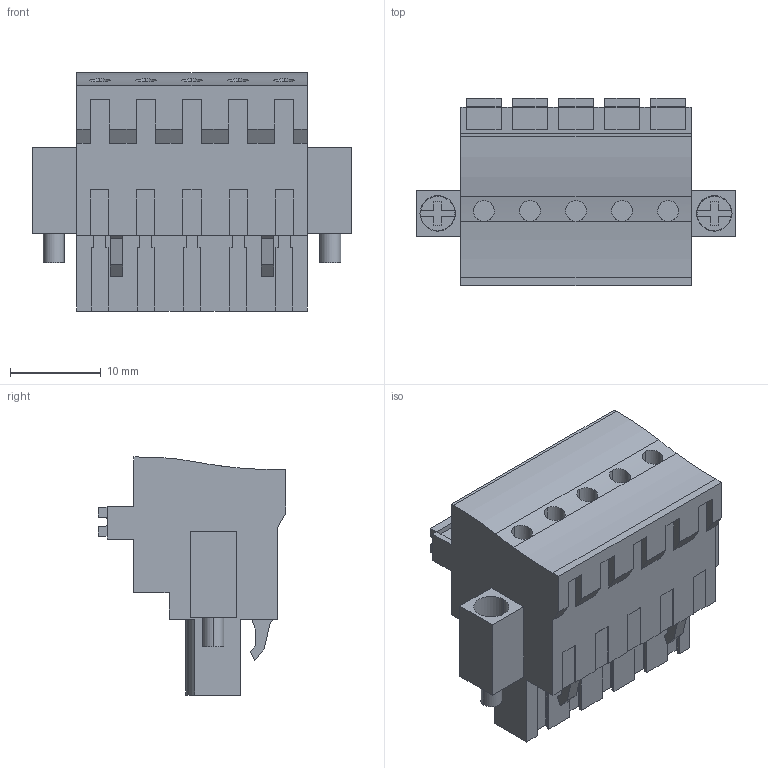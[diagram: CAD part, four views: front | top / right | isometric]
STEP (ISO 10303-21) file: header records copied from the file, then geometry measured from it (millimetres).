
FILE_DESCRIPTION(('CATIA V5 STEP Exchange','CAx-IF Rec.Pracs.--- Model Styling and Organization---1.2---2011-12-15'),'2;1');
FILE_NAME ('D1461175_0_1982920000_1982920000.stp','2017-10-30T15:27:33+00:00',('none'),('Weidmueller'),'CATIA Version 5-6 Release 2014','CATIA V5 STEP AP214','none');
FILE_SCHEMA(('AUTOMOTIVE_DESIGN { 1 0 10303 214 1 1 1 1 }'));
Length unit declared in the file: millimetre
Products named in the file (1): 1982920000
Bounding box: 35.2 x 20.64 x 26.24 mm (x, y, z)
Volume: 7921.1 mm3; surface area: 4742.2 mm2
Topology: 8 solids, 8 shells, 428 faces, 1166 edges, 782 vertices
Faces by surface type: plane 355, cylinder 73
Entity records: 12509 total; most frequent: ORIENTED_EDGE 2332, CARTESIAN_POINT 2291, DIRECTION 1680, EDGE_CURVE 1166, VECTOR 1012, LINE 1012, VERTEX_POINT 782, EDGE_LOOP 460
